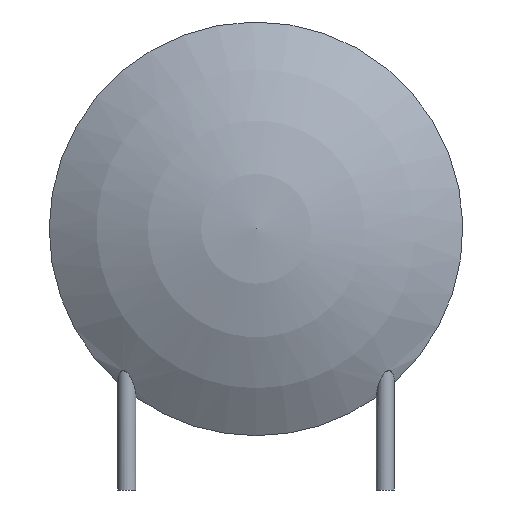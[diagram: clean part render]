
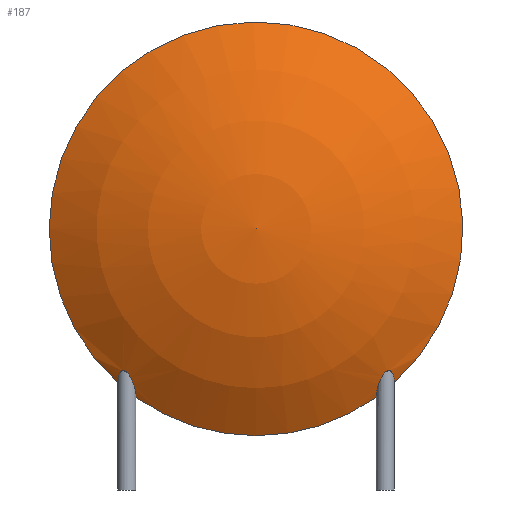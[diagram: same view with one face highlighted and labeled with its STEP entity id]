
A CAD part, front view. The second image highlights one B-rep face of the part: STEP entity #187.
In plain terms, the highlighted spherical face has radius 14.05 mm.
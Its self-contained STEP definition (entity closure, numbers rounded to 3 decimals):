
#51 = VERTEX_POINT('',#52);
#52 = CARTESIAN_POINT('',(-5.,-0.35,2.551));
#58 = EDGE_CURVE('',#51,#59,#61,.T.);
#59 = VERTEX_POINT('',#60);
#60 = CARTESIAN_POINT('',(-4.65,0.,1.59));
#61 = B_SPLINE_CURVE_WITH_KNOTS('',8,(#62,#63,#64,#65,#66,#67,#68,#69,
#70,#71,#72,#73,#74,#75,#76,#77,#78,#79,#80,#81,#82,#83,#84),
.UNSPECIFIED.,.F.,.F.,(9,7,7,9),(0.,0.259,0.508,1.),
.UNSPECIFIED.);
#62 = CARTESIAN_POINT('',(-5.,-0.35,2.551));
#63 = CARTESIAN_POINT('',(-4.975,-0.35,2.528
));
#64 = CARTESIAN_POINT('',(-4.951,-0.348,2.503
));
#65 = CARTESIAN_POINT('',(-4.929,-0.344,2.475
));
#66 = CARTESIAN_POINT('',(-4.908,-0.339,2.447
));
#67 = CARTESIAN_POINT('',(-4.889,-0.333,2.417)
);
#68 = CARTESIAN_POINT('',(-4.87,-0.326,2.387
));
#69 = CARTESIAN_POINT('',(-4.853,-0.318,2.356
));
#70 = CARTESIAN_POINT('',(-4.821,-0.301,2.294
));
#71 = CARTESIAN_POINT('',(-4.806,-0.292,2.264
));
#72 = CARTESIAN_POINT('',(-4.792,-0.283,2.233)
);
#73 = CARTESIAN_POINT('',(-4.779,-0.273,2.202
));
#74 = CARTESIAN_POINT('',(-4.767,-0.262,2.17
));
#75 = CARTESIAN_POINT('',(-4.755,-0.251,2.139
));
#76 = CARTESIAN_POINT('',(-4.744,-0.239,2.108
));
#77 = CARTESIAN_POINT('',(-4.714,-0.204,2.014
));
#78 = CARTESIAN_POINT('',(-4.696,-0.178,1.952
));
#79 = CARTESIAN_POINT('',(-4.681,-0.152,1.89)
);
#80 = CARTESIAN_POINT('',(-4.669,-0.124,1.828
));
#81 = CARTESIAN_POINT('',(-4.66,-0.094,
1.767));
#82 = CARTESIAN_POINT('',(-4.653,-0.064,
1.707));
#83 = CARTESIAN_POINT('',(-4.65,-0.032,1.648));
#84 = CARTESIAN_POINT('',(-4.65,0.,1.59));
#87 = VERTEX_POINT('',#88);
#88 = CARTESIAN_POINT('',(-5.35,0.,2.152));
#142 = EDGE_CURVE('',#87,#51,#143,.T.);
#143 = B_SPLINE_CURVE_WITH_KNOTS('',8,(#144,#145,#146,#147,#148,#149,
#150,#151,#152,#153,#154,#155,#156,#157,#158,#159,#160,#161,#162,
#163,#164,#165,#166,#167,#168,#169,#170,#171,#172,#173,#174,#175,
#176,#177,#178,#179,#180),.UNSPECIFIED.,.F.,.F.,(9,7,7,7,7,9),(0.,
0.254,0.434,0.706,0.841,1.),
.UNSPECIFIED.);
#144 = CARTESIAN_POINT('',(-5.35,0.,2.152));
#145 = CARTESIAN_POINT('',(-5.35,-0.011,2.174));
#146 = CARTESIAN_POINT('',(-5.35,-0.023,
2.196));
#147 = CARTESIAN_POINT('',(-5.349,-0.034,
2.218));
#148 = CARTESIAN_POINT('',(-5.347,-0.046,
2.24));
#149 = CARTESIAN_POINT('',(-5.346,-0.058,
2.262));
#150 = CARTESIAN_POINT('',(-5.343,-0.07,
2.285));
#151 = CARTESIAN_POINT('',(-5.34,-0.083,
2.307));
#152 = CARTESIAN_POINT('',(-5.334,-0.105,
2.345));
#153 = CARTESIAN_POINT('',(-5.331,-0.114,
2.361));
#154 = CARTESIAN_POINT('',(-5.328,-0.123,2.377)
);
#155 = CARTESIAN_POINT('',(-5.324,-0.132,
2.393));
#156 = CARTESIAN_POINT('',(-5.32,-0.142,
2.408));
#157 = CARTESIAN_POINT('',(-5.316,-0.151,
2.423));
#158 = CARTESIAN_POINT('',(-5.311,-0.161,2.438
));
#159 = CARTESIAN_POINT('',(-5.298,-0.185,2.476
));
#160 = CARTESIAN_POINT('',(-5.289,-0.199,2.497
));
#161 = CARTESIAN_POINT('',(-5.278,-0.214,
2.518));
#162 = CARTESIAN_POINT('',(-5.267,-0.229,
2.539));
#163 = CARTESIAN_POINT('',(-5.253,-0.244,2.558
));
#164 = CARTESIAN_POINT('',(-5.238,-0.259,
2.575));
#165 = CARTESIAN_POINT('',(-5.22,-0.274,
2.59));
#166 = CARTESIAN_POINT('',(-5.189,-0.295,2.607
));
#167 = CARTESIAN_POINT('',(-5.178,-0.302,
2.612));
#168 = CARTESIAN_POINT('',(-5.166,-0.309,
2.615));
#169 = CARTESIAN_POINT('',(-5.154,-0.315,2.617
));
#170 = CARTESIAN_POINT('',(-5.141,-0.321,2.618
));
#171 = CARTESIAN_POINT('',(-5.128,-0.326,2.617
));
#172 = CARTESIAN_POINT('',(-5.115,-0.331,2.615
));
#173 = CARTESIAN_POINT('',(-5.086,-0.34,
2.607));
#174 = CARTESIAN_POINT('',(-5.072,-0.343,
2.601));
#175 = CARTESIAN_POINT('',(-5.058,-0.346,2.594
));
#176 = CARTESIAN_POINT('',(-5.045,-0.348,
2.587));
#177 = CARTESIAN_POINT('',(-5.033,-0.349,
2.578));
#178 = CARTESIAN_POINT('',(-5.022,-0.35,
2.57));
#179 = CARTESIAN_POINT('',(-5.011,-0.35,
2.561));
#180 = CARTESIAN_POINT('',(-5.,-0.35,2.551));
#187 = ADVANCED_FACE('',(#188),#283,.T.);
#188 = FACE_BOUND('',#189,.T.);
#189 = EDGE_LOOP('',(#190,#201,#208,#209,#210,#219,#275,#282));
#190 = ORIENTED_EDGE('',*,*,#191,.F.);
#191 = EDGE_CURVE('',#192,#194,#196,.T.);
#192 = VERTEX_POINT('',#193);
#193 = CARTESIAN_POINT('',(-8.,0.,8.1));
#194 = VERTEX_POINT('',#195);
#195 = CARTESIAN_POINT('',(0.,-2.5,8.1));
#196 = CIRCLE('',#197,14.05);
#197 = AXIS2_PLACEMENT_3D('',#198,#199,#200);
#198 = CARTESIAN_POINT('',(0.,11.55,8.1));
#199 = DIRECTION('',(0.,0.,1.));
#200 = DIRECTION('',(-0.569,-0.822,0.));
#201 = ORIENTED_EDGE('',*,*,#202,.T.);
#202 = EDGE_CURVE('',#192,#87,#203,.T.);
#203 = CIRCLE('',#204,8.);
#204 = AXIS2_PLACEMENT_3D('',#205,#206,#207);
#205 = CARTESIAN_POINT('',(0.,0.,8.1));
#206 = DIRECTION('',(0.,-1.,0.));
#207 = DIRECTION('',(-1.,0.,0.));
#208 = ORIENTED_EDGE('',*,*,#142,.T.);
#209 = ORIENTED_EDGE('',*,*,#58,.T.);
#210 = ORIENTED_EDGE('',*,*,#211,.T.);
#211 = EDGE_CURVE('',#59,#212,#214,.T.);
#212 = VERTEX_POINT('',#213);
#213 = CARTESIAN_POINT('',(4.65,0.,1.59));
#214 = CIRCLE('',#215,8.);
#215 = AXIS2_PLACEMENT_3D('',#216,#217,#218);
#216 = CARTESIAN_POINT('',(0.,0.,8.1));
#217 = DIRECTION('',(0.,-1.,0.));
#218 = DIRECTION('',(-1.,0.,0.));
#219 = ORIENTED_EDGE('',*,*,#220,.T.);
#220 = EDGE_CURVE('',#212,#221,#223,.T.);
#221 = VERTEX_POINT('',#222);
#222 = CARTESIAN_POINT('',(5.35,0.,2.152));
#223 = B_SPLINE_CURVE_WITH_KNOTS('',8,(#224,#225,#226,#227,#228,#229,
#230,#231,#232,#233,#234,#235,#236,#237,#238,#239,#240,#241,#242,
#243,#244,#245,#246,#247,#248,#249,#250,#251,#252,#253,#254,#255,
#256,#257,#258,#259,#260,#261,#262,#263,#264,#265,#266,#267,#268,
#269,#270,#271,#272,#273,#274),.UNSPECIFIED.,.F.,.F.,(9,7,7,7,7,7,7,
9),(0.,0.334,0.484,0.55,0.625,
0.706,0.851,1.),.UNSPECIFIED.);
#224 = CARTESIAN_POINT('',(4.65,0.,1.59));
#225 = CARTESIAN_POINT('',(4.65,-0.036,1.654));
#226 = CARTESIAN_POINT('',(4.654,-0.071,
1.719));
#227 = CARTESIAN_POINT('',(4.662,-0.104,1.787
));
#228 = CARTESIAN_POINT('',(4.674,-0.137,1.856
));
#229 = CARTESIAN_POINT('',(4.689,-0.168,1.926)
);
#230 = CARTESIAN_POINT('',(4.708,-0.198,1.998
));
#231 = CARTESIAN_POINT('',(4.731,-0.227,2.072
));
#232 = CARTESIAN_POINT('',(4.771,-0.265,2.18
));
#233 = CARTESIAN_POINT('',(4.784,-0.277,2.214)
);
#234 = CARTESIAN_POINT('',(4.799,-0.288,2.248)
);
#235 = CARTESIAN_POINT('',(4.814,-0.298,2.282
));
#236 = CARTESIAN_POINT('',(4.831,-0.308,2.316
));
#237 = CARTESIAN_POINT('',(4.85,-0.317,2.351
));
#238 = CARTESIAN_POINT('',(4.87,-0.326,2.386)
);
#239 = CARTESIAN_POINT('',(4.902,-0.336,2.435
));
#240 = CARTESIAN_POINT('',(4.913,-0.339,2.45
));
#241 = CARTESIAN_POINT('',(4.923,-0.342,2.465
));
#242 = CARTESIAN_POINT('',(4.934,-0.344,2.48
));
#243 = CARTESIAN_POINT('',(4.946,-0.346,2.494
));
#244 = CARTESIAN_POINT('',(4.958,-0.348,2.508)
);
#245 = CARTESIAN_POINT('',(4.97,-0.349,2.522)
);
#246 = CARTESIAN_POINT('',(4.998,-0.35,2.549)
);
#247 = CARTESIAN_POINT('',(5.013,-0.35,2.563
));
#248 = CARTESIAN_POINT('',(5.029,-0.35,2.576
));
#249 = CARTESIAN_POINT('',(5.046,-0.348,2.588
));
#250 = CARTESIAN_POINT('',(5.064,-0.345,2.599
));
#251 = CARTESIAN_POINT('',(5.082,-0.341,2.607
));
#252 = CARTESIAN_POINT('',(5.102,-0.336,2.613)
);
#253 = CARTESIAN_POINT('',(5.142,-0.321,2.618)
);
#254 = CARTESIAN_POINT('',(5.162,-0.312,2.617
));
#255 = CARTESIAN_POINT('',(5.179,-0.302,2.613)
);
#256 = CARTESIAN_POINT('',(5.194,-0.293,2.606
));
#257 = CARTESIAN_POINT('',(5.207,-0.283,2.599)
);
#258 = CARTESIAN_POINT('',(5.219,-0.274,2.59
));
#259 = CARTESIAN_POINT('',(5.23,-0.265,2.58
));
#260 = CARTESIAN_POINT('',(5.257,-0.238,2.551)
);
#261 = CARTESIAN_POINT('',(5.272,-0.222,2.529
));
#262 = CARTESIAN_POINT('',(5.285,-0.205,2.507
));
#263 = CARTESIAN_POINT('',(5.296,-0.189,2.483
));
#264 = CARTESIAN_POINT('',(5.305,-0.173,2.459
));
#265 = CARTESIAN_POINT('',(5.314,-0.157,2.433
));
#266 = CARTESIAN_POINT('',(5.321,-0.141,2.407)
);
#267 = CARTESIAN_POINT('',(5.333,-0.11,2.354
));
#268 = CARTESIAN_POINT('',(5.338,-0.094,
2.326));
#269 = CARTESIAN_POINT('',(5.342,-0.078,
2.298));
#270 = CARTESIAN_POINT('',(5.345,-0.062,
2.27));
#271 = CARTESIAN_POINT('',(5.348,-0.046,
2.241));
#272 = CARTESIAN_POINT('',(5.349,-0.031,
2.211));
#273 = CARTESIAN_POINT('',(5.35,-0.015,2.182));
#274 = CARTESIAN_POINT('',(5.35,0.,2.152));
#275 = ORIENTED_EDGE('',*,*,#276,.T.);
#276 = EDGE_CURVE('',#221,#192,#277,.T.);
#277 = CIRCLE('',#278,8.);
#278 = AXIS2_PLACEMENT_3D('',#279,#280,#281);
#279 = CARTESIAN_POINT('',(0.,0.,8.1));
#280 = DIRECTION('',(0.,-1.,0.));
#281 = DIRECTION('',(-1.,0.,0.));
#282 = ORIENTED_EDGE('',*,*,#191,.T.);
#283 = SPHERICAL_SURFACE('',#284,14.05);
#284 = AXIS2_PLACEMENT_3D('',#285,#286,#287);
#285 = CARTESIAN_POINT('',(0.,11.55,8.1));
#286 = DIRECTION('',(0.,-1.,0.));
#287 = DIRECTION('',(-1.,0.,0.));
